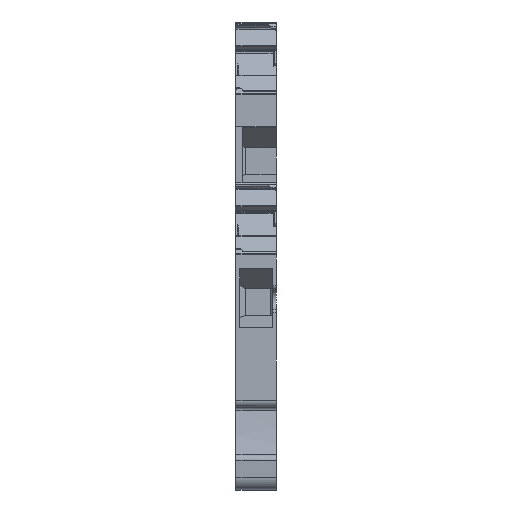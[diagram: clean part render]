
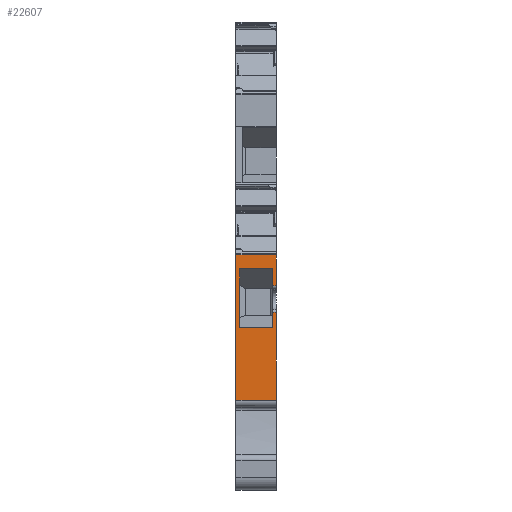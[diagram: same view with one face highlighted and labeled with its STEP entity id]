
A CAD part, front view. The second image highlights one B-rep face of the part: STEP entity #22607.
In plain terms, the highlighted planar face has unit normal (0, -1, 0).
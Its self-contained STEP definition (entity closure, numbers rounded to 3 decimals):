
#22567=AXIS2_PLACEMENT_3D('Plane Axis2P3D',#22564,#22565,#22566) ;
#7456=CARTESIAN_POINT('Line Origine',(3.075,1.529,24.262)) ;
#7460=CARTESIAN_POINT('Vertex',(0.6,1.529,24.262)) ;
#7462=CARTESIAN_POINT('Vertex',(5.55,1.529,24.262)) ;
#7493=CARTESIAN_POINT('Vertex',(0.6,1.529,33.075)) ;
#7496=CARTESIAN_POINT('Line Origine',(0.6,1.529,28.668)) ;
#7517=CARTESIAN_POINT('Vertex',(5.55,1.529,33.075)) ;
#7520=CARTESIAN_POINT('Line Origine',(3.075,1.529,33.075)) ;
#7545=CARTESIAN_POINT('Vertex',(5.55,1.529,26.55)) ;
#7573=CARTESIAN_POINT('Vertex',(5.55,1.529,30.55)) ;
#7576=CARTESIAN_POINT('Line Origine',(5.55,1.529,31.812)) ;
#7581=CARTESIAN_POINT('Line Origine',(5.55,1.529,25.406)) ;
#13208=CARTESIAN_POINT('Vertex',(0.,1.529,35.167)) ;
#13211=CARTESIAN_POINT('Line Origine',(-0.585,1.529,35.167)) ;
#13215=CARTESIAN_POINT('Vertex',(0.05,1.529,35.167)) ;
#13250=CARTESIAN_POINT('Vertex',(0.,1.529,13.4)) ;
#13269=CARTESIAN_POINT('Vertex',(0.05,1.529,13.4)) ;
#13272=CARTESIAN_POINT('Line Origine',(-0.585,1.529,13.4)) ;
#22422=CARTESIAN_POINT('Vertex',(6.1,1.529,35.167)) ;
#22425=CARTESIAN_POINT('Line Origine',(3.075,1.529,35.167)) ;
#22448=CARTESIAN_POINT('Vertex',(6.1,1.529,30.55)) ;
#22451=CARTESIAN_POINT('Line Origine',(3.075,1.529,30.55)) ;
#22549=CARTESIAN_POINT('Vertex',(6.1,1.529,26.55)) ;
#22552=CARTESIAN_POINT('Line Origine',(3.075,1.529,26.55)) ;
#22564=CARTESIAN_POINT('Axis2P3D Location',(0.,1.529,14.7)) ;
#22569=CARTESIAN_POINT('Line Origine',(6.1,1.529,32.858)) ;
#22574=CARTESIAN_POINT('Line Origine',(0.,1.529,24.283)) ;
#22579=CARTESIAN_POINT('Line Origine',(3.075,1.529,13.4)) ;
#22583=CARTESIAN_POINT('Vertex',(6.1,1.529,13.4)) ;
#22586=CARTESIAN_POINT('Line Origine',(6.1,1.529,19.975)) ;
#7457=DIRECTION('Vector Direction',(1.,0.,0.)) ;
#7497=DIRECTION('Vector Direction',(0.,0.,-1.)) ;
#7521=DIRECTION('Vector Direction',(1.,0.,0.)) ;
#7577=DIRECTION('Vector Direction',(0.,0.,-1.)) ;
#7582=DIRECTION('Vector Direction',(0.,0.,-1.)) ;
#13212=DIRECTION('Vector Direction',(-1.,0.,0.)) ;
#13273=DIRECTION('Vector Direction',(-1.,0.,0.)) ;
#22426=DIRECTION('Vector Direction',(1.,0.,0.)) ;
#22452=DIRECTION('Vector Direction',(1.,0.,0.)) ;
#22553=DIRECTION('Vector Direction',(1.,0.,0.)) ;
#22565=DIRECTION('Axis2P3D Direction',(0.,1.,0.)) ;
#22566=DIRECTION('Axis2P3D XDirection',(0.,0.,1.)) ;
#22570=DIRECTION('Vector Direction',(0.,0.,1.)) ;
#22575=DIRECTION('Vector Direction',(0.,0.,1.)) ;
#22580=DIRECTION('Vector Direction',(1.,0.,0.)) ;
#22587=DIRECTION('Vector Direction',(0.,0.,-1.)) ;
#7458=VECTOR('Line Direction',#7457,1.) ;
#7498=VECTOR('Line Direction',#7497,1.) ;
#7522=VECTOR('Line Direction',#7521,1.) ;
#7578=VECTOR('Line Direction',#7577,1.) ;
#7583=VECTOR('Line Direction',#7582,1.) ;
#13213=VECTOR('Line Direction',#13212,1.) ;
#13274=VECTOR('Line Direction',#13273,1.) ;
#22427=VECTOR('Line Direction',#22426,1.) ;
#22453=VECTOR('Line Direction',#22452,1.) ;
#22554=VECTOR('Line Direction',#22553,1.) ;
#22571=VECTOR('Line Direction',#22570,1.) ;
#22576=VECTOR('Line Direction',#22575,1.) ;
#22581=VECTOR('Line Direction',#22580,1.) ;
#22588=VECTOR('Line Direction',#22587,1.) ;
#22592=ORIENTED_EDGE('',*,*,#22556,.F.) ;
#22593=ORIENTED_EDGE('',*,*,#7585,.T.) ;
#22594=ORIENTED_EDGE('',*,*,#7464,.F.) ;
#22595=ORIENTED_EDGE('',*,*,#7500,.F.) ;
#22596=ORIENTED_EDGE('',*,*,#7524,.T.) ;
#22597=ORIENTED_EDGE('',*,*,#7580,.T.) ;
#22598=ORIENTED_EDGE('',*,*,#22455,.T.) ;
#22599=ORIENTED_EDGE('',*,*,#22573,.F.) ;
#22600=ORIENTED_EDGE('',*,*,#22429,.F.) ;
#22601=ORIENTED_EDGE('',*,*,#13217,.T.) ;
#22602=ORIENTED_EDGE('',*,*,#22578,.F.) ;
#22603=ORIENTED_EDGE('',*,*,#13276,.F.) ;
#22604=ORIENTED_EDGE('',*,*,#22585,.T.) ;
#22605=ORIENTED_EDGE('',*,*,#22590,.F.) ;
#22607=ADVANCED_FACE('1473557-1-0.1\\Koerper.2',(#22606),#22568,.F.) ;
#7464=EDGE_CURVE('',#7461,#7463,#7459,.T.) ;
#7500=EDGE_CURVE('',#7494,#7461,#7499,.T.) ;
#7524=EDGE_CURVE('',#7494,#7518,#7523,.T.) ;
#7580=EDGE_CURVE('',#7518,#7574,#7579,.T.) ;
#7585=EDGE_CURVE('',#7546,#7463,#7584,.T.) ;
#13217=EDGE_CURVE('',#13216,#13209,#13214,.T.) ;
#13276=EDGE_CURVE('',#13270,#13251,#13275,.T.) ;
#22429=EDGE_CURVE('',#13216,#22423,#22428,.T.) ;
#22455=EDGE_CURVE('',#7574,#22449,#22454,.T.) ;
#22556=EDGE_CURVE('',#7546,#22550,#22555,.T.) ;
#22573=EDGE_CURVE('',#22423,#22449,#22572,.F.) ;
#22578=EDGE_CURVE('',#13251,#13209,#22577,.T.) ;
#22585=EDGE_CURVE('',#13270,#22584,#22582,.T.) ;
#22590=EDGE_CURVE('',#22550,#22584,#22589,.T.) ;
#22591=EDGE_LOOP('',(#22592,#22593,#22594,#22595,#22596,#22597,#22598,#22599,#22600,#22601,#22602,#22603,#22604,#22605)) ;
#22606=FACE_OUTER_BOUND('',#22591,.T.) ;
#7459=LINE('Line',#7456,#7458) ;
#7499=LINE('Line',#7496,#7498) ;
#7523=LINE('Line',#7520,#7522) ;
#7579=LINE('Line',#7576,#7578) ;
#7584=LINE('Line',#7581,#7583) ;
#13214=LINE('Line',#13211,#13213) ;
#13275=LINE('Line',#13272,#13274) ;
#22428=LINE('Line',#22425,#22427) ;
#22454=LINE('Line',#22451,#22453) ;
#22555=LINE('Line',#22552,#22554) ;
#22572=LINE('Line',#22569,#22571) ;
#22577=LINE('Line',#22574,#22576) ;
#22582=LINE('Line',#22579,#22581) ;
#22589=LINE('Line',#22586,#22588) ;
#22568=PLANE('',#22567) ;
#7461=VERTEX_POINT('',#7460) ;
#7463=VERTEX_POINT('',#7462) ;
#7494=VERTEX_POINT('',#7493) ;
#7518=VERTEX_POINT('',#7517) ;
#7546=VERTEX_POINT('',#7545) ;
#7574=VERTEX_POINT('',#7573) ;
#13209=VERTEX_POINT('',#13208) ;
#13216=VERTEX_POINT('',#13215) ;
#13251=VERTEX_POINT('',#13250) ;
#13270=VERTEX_POINT('',#13269) ;
#22423=VERTEX_POINT('',#22422) ;
#22449=VERTEX_POINT('',#22448) ;
#22550=VERTEX_POINT('',#22549) ;
#22584=VERTEX_POINT('',#22583) ;
